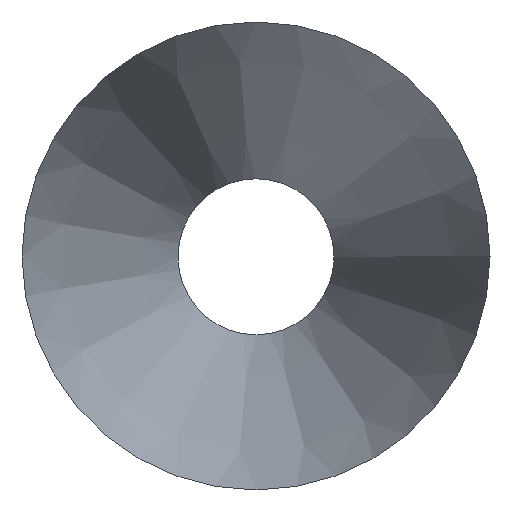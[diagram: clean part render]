
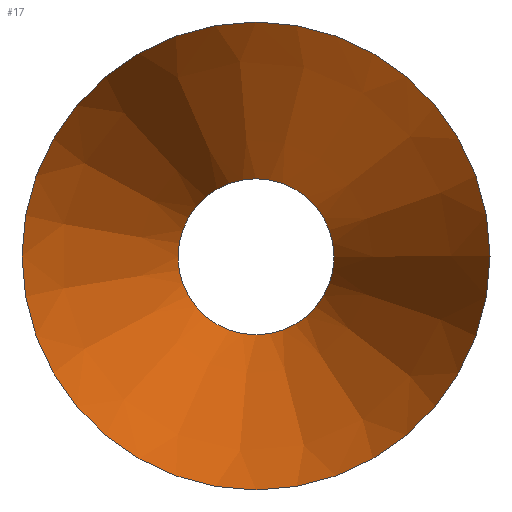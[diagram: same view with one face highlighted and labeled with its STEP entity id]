
A CAD part, top view. The second image highlights one B-rep face of the part: STEP entity #17.
In plain terms, the highlighted conical face has half-angle 18.435 degrees and reference radius 5 mm.
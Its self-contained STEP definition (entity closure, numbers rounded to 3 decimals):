
#17 = ADVANCED_FACE('',(#18),#31,.T.);
#18 = FACE_BOUND('',#19,.T.);
#19 = EDGE_LOOP('',(#20,#42,#62,#77));
#20 = ORIENTED_EDGE('',*,*,#21,.T.);
#21 = EDGE_CURVE('',#22,#22,#24,.T.);
#22 = VERTEX_POINT('',#23);
#23 = CARTESIAN_POINT('',(5.,0.,0.));
#24 = SURFACE_CURVE('',#25,(#30),.PCURVE_S1.);
#25 = CIRCLE('',#26,5.);
#26 = AXIS2_PLACEMENT_3D('',#27,#28,#29);
#27 = CARTESIAN_POINT('',(0.,0.,0.));
#28 = DIRECTION('',(0.,0.,1.));
#29 = DIRECTION('',(1.,0.,-0.));
#30 = PCURVE('',#31,#36);
#31 = CONICAL_SURFACE('',#32,5.,0.322);
#32 = AXIS2_PLACEMENT_3D('',#33,#34,#35);
#33 = CARTESIAN_POINT('',(0.,0.,0.));
#34 = DIRECTION('',(0.,0.,1.));
#35 = DIRECTION('',(1.,0.,-0.));
#36 = DEFINITIONAL_REPRESENTATION('',(#37),#41);
#37 = LINE('',#38,#39);
#38 = CARTESIAN_POINT('',(0.,0.));
#39 = VECTOR('',#40,1.);
#40 = DIRECTION('',(1.,0.));
#41 = ( GEOMETRIC_REPRESENTATION_CONTEXT(2) 
PARAMETRIC_REPRESENTATION_CONTEXT() REPRESENTATION_CONTEXT('2D SPACE',''
  ) );
#42 = ORIENTED_EDGE('',*,*,#43,.T.);
#43 = EDGE_CURVE('',#22,#44,#46,.T.);
#44 = VERTEX_POINT('',#45);
#45 = CARTESIAN_POINT('',(15.,0.,30.));
#46 = SEAM_CURVE('',#47,(#50,#56),.PCURVE_S1.);
#47 = B_SPLINE_CURVE_WITH_KNOTS('',1,(#48,#49),.UNSPECIFIED.,.F.,.F.,(2,
    2),(0.,1.),.PIECEWISE_BEZIER_KNOTS.);
#48 = CARTESIAN_POINT('',(5.,0.,0.));
#49 = CARTESIAN_POINT('',(15.,0.,30.));
#50 = PCURVE('',#31,#51);
#51 = DEFINITIONAL_REPRESENTATION('',(#52),#55);
#52 = B_SPLINE_CURVE_WITH_KNOTS('',1,(#53,#54),.UNSPECIFIED.,.F.,.F.,(2,
    2),(0.,1.),.PIECEWISE_BEZIER_KNOTS.);
#53 = CARTESIAN_POINT('',(6.283,0.));
#54 = CARTESIAN_POINT('',(6.283,30.));
#55 = ( GEOMETRIC_REPRESENTATION_CONTEXT(2) 
PARAMETRIC_REPRESENTATION_CONTEXT() REPRESENTATION_CONTEXT('2D SPACE',''
  ) );
#56 = PCURVE('',#31,#57);
#57 = DEFINITIONAL_REPRESENTATION('',(#58),#61);
#58 = B_SPLINE_CURVE_WITH_KNOTS('',1,(#59,#60),.UNSPECIFIED.,.F.,.F.,(2,
    2),(0.,1.),.PIECEWISE_BEZIER_KNOTS.);
#59 = CARTESIAN_POINT('',(0.,0.));
#60 = CARTESIAN_POINT('',(0.,30.));
#61 = ( GEOMETRIC_REPRESENTATION_CONTEXT(2) 
PARAMETRIC_REPRESENTATION_CONTEXT() REPRESENTATION_CONTEXT('2D SPACE',''
  ) );
#62 = ORIENTED_EDGE('',*,*,#63,.F.);
#63 = EDGE_CURVE('',#44,#44,#64,.T.);
#64 = SURFACE_CURVE('',#65,(#70),.PCURVE_S1.);
#65 = CIRCLE('',#66,15.);
#66 = AXIS2_PLACEMENT_3D('',#67,#68,#69);
#67 = CARTESIAN_POINT('',(0.,0.,30.));
#68 = DIRECTION('',(0.,0.,1.));
#69 = DIRECTION('',(1.,0.,-0.));
#70 = PCURVE('',#31,#71);
#71 = DEFINITIONAL_REPRESENTATION('',(#72),#76);
#72 = LINE('',#73,#74);
#73 = CARTESIAN_POINT('',(0.,30.));
#74 = VECTOR('',#75,1.);
#75 = DIRECTION('',(1.,0.));
#76 = ( GEOMETRIC_REPRESENTATION_CONTEXT(2) 
PARAMETRIC_REPRESENTATION_CONTEXT() REPRESENTATION_CONTEXT('2D SPACE',''
  ) );
#77 = ORIENTED_EDGE('',*,*,#43,.F.);
